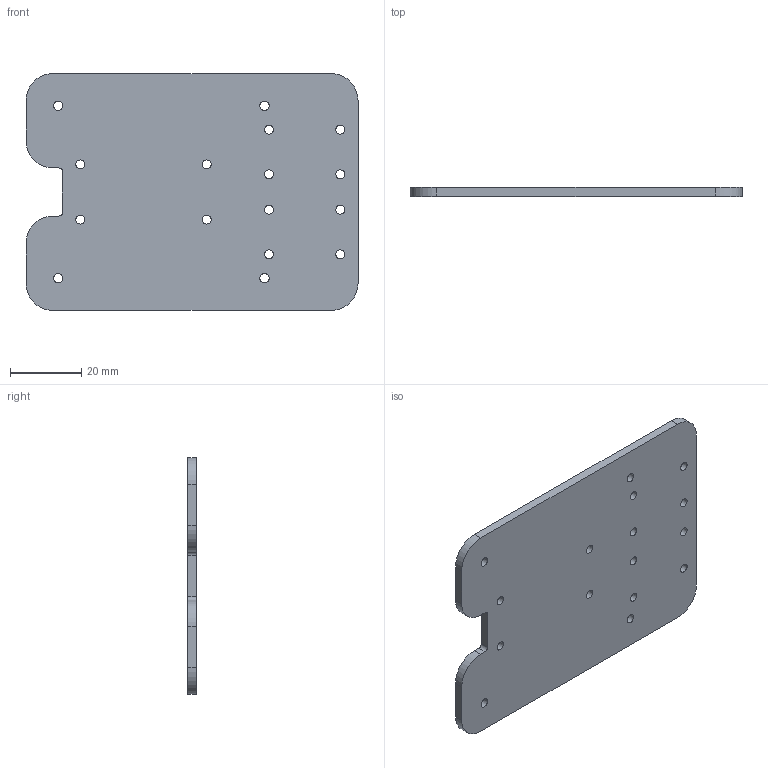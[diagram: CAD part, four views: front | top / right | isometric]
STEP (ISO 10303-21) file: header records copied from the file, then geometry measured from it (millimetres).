
FILE_DESCRIPTION(/* description */ (''),/* implementation_level */ '2;1');
FILE_NAME(/* name */ 'Sensor-mount-plate.stp',/* time_stamp */ '2025-04-03T09:16:51+02:00',/* author */ ('au598657'),/* organization */ ('Aarhus University'),/* preprocessor_version */ 'ST-DEVELOPER v20',/* originating_system */ 'Autodesk Inventor 2025',/* authorisation */ '');
FILE_SCHEMA (('AUTOMOTIVE_DESIGN { 1 0 10303 214 3 1 1 }'));
Length unit declared in the file: millimetre
Products named in the file (1): Sensor Mount Plate
Bounding box: 93.25 x 2.5 x 66.5 mm (x, y, z)
Volume: 14776.5 mm3; surface area: 12938.1 mm2
Topology: 1 solids, 1 shells, 34 faces, 96 edges, 64 vertices
Faces by surface type: cylinder 24, plane 10
Full cylindrical faces by diameter (mm): 2.5 x12, 2.6 x4
Entity records: 1244 total; most frequent: DIRECTION 214, CARTESIAN_POINT 195, ORIENTED_EDGE 192, EDGE_CURVE 96, AXIS2_PLACEMENT_3D 83, EDGE_LOOP 66, VERTEX_POINT 64, LINE 48
